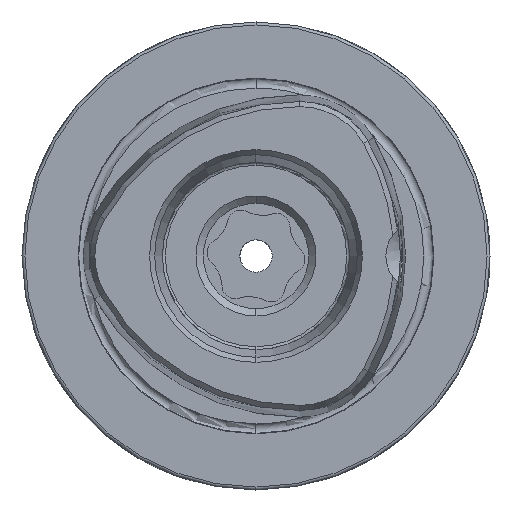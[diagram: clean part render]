
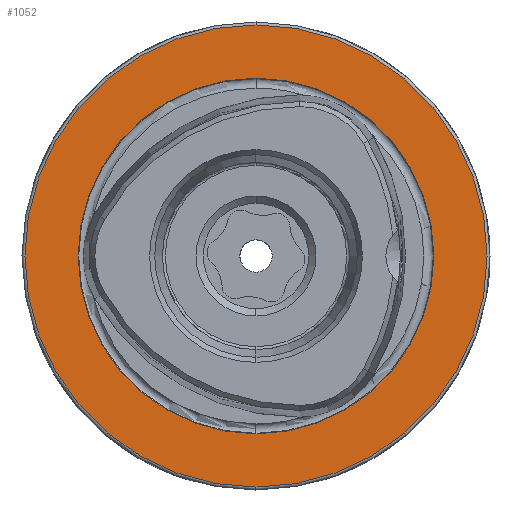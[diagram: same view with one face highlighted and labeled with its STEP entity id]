
A CAD part, left-side view. The second image highlights one B-rep face of the part: STEP entity #1052.
In plain terms, the highlighted planar face has unit normal (-1, 0, 0).
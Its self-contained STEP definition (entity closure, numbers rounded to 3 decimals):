
#167 = AXIS2_PLACEMENT_3D ( 'NONE', #4864, #4172, #7732 ) ;
#182 = ORIENTED_EDGE ( 'NONE', *, *, #3678, .F. ) ;
#234 = CARTESIAN_POINT ( 'NONE',  ( 0., 0., 0. ) ) ;
#361 = ORIENTED_EDGE ( 'NONE', *, *, #455, .T. ) ;
#439 = VERTEX_POINT ( 'NONE', #2322 ) ;
#455 = EDGE_CURVE ( 'NONE', #6374, #6653, #3751, .T. ) ;
#1020 = FACE_BOUND ( 'NONE', #2062, .T. ) ;
#1052 = ADVANCED_FACE ( 'NONE', ( #1020, #4642 ), #5881, .F. ) ;
#1132 = DIRECTION ( 'NONE',  ( -1., 0., 0. ) ) ;
#1463 = ORIENTED_EDGE ( 'NONE', *, *, #4196, .T. ) ;
#1713 = CARTESIAN_POINT ( 'NONE',  ( 0., 0., 0. ) ) ;
#1967 = DIRECTION ( 'NONE',  ( -1., 0., 0. ) ) ;
#2062 = EDGE_LOOP ( 'NONE', ( #182, #2955 ) ) ;
#2322 = CARTESIAN_POINT ( 'NONE',  ( 0., 0., 30.4 ) ) ;
#2546 = DIRECTION ( 'NONE',  ( 0., 0., 1. ) ) ;
#2955 = ORIENTED_EDGE ( 'NONE', *, *, #5379, .F. ) ;
#3070 = CIRCLE ( 'NONE', #4601, 30.4 ) ;
#3678 = EDGE_CURVE ( 'NONE', #439, #7193, #4995, .T. ) ;
#3748 = CARTESIAN_POINT ( 'NONE',  ( 0., 0., 39.5 ) ) ;
#3751 = CIRCLE ( 'NONE', #7807, 39.5 ) ;
#4172 = DIRECTION ( 'NONE',  ( -1., 0., 0. ) ) ;
#4196 = EDGE_CURVE ( 'NONE', #6653, #6374, #7504, .T. ) ;
#4422 = DIRECTION ( 'NONE',  ( -1., 0., 0. ) ) ;
#4514 = DIRECTION ( 'NONE',  ( 0., 0., -1. ) ) ;
#4516 = CARTESIAN_POINT ( 'NONE',  ( 0., 0., -39.5 ) ) ;
#4601 = AXIS2_PLACEMENT_3D ( 'NONE', #5559, #1967, #2546 ) ;
#4642 = FACE_OUTER_BOUND ( 'NONE', #5901, .T. ) ;
#4864 = CARTESIAN_POINT ( 'NONE',  ( 0., 0., 0. ) ) ;
#4995 = CIRCLE ( 'NONE', #6015, 30.4 ) ;
#5329 = DIRECTION ( 'NONE',  ( 1., 0., 0. ) ) ;
#5379 = EDGE_CURVE ( 'NONE', #7193, #439, #3070, .T. ) ;
#5559 = CARTESIAN_POINT ( 'NONE',  ( 0., 0., 0. ) ) ;
#5881 = PLANE ( 'NONE',  #7740 ) ;
#5901 = EDGE_LOOP ( 'NONE', ( #1463, #361 ) ) ;
#5978 = DIRECTION ( 'NONE',  ( 0., 0., 1. ) ) ;
#6015 = AXIS2_PLACEMENT_3D ( 'NONE', #234, #4422, #7477 ) ;
#6374 = VERTEX_POINT ( 'NONE', #4516 ) ;
#6446 = CARTESIAN_POINT ( 'NONE',  ( 0., 30.4, 0. ) ) ;
#6653 = VERTEX_POINT ( 'NONE', #3748 ) ;
#7193 = VERTEX_POINT ( 'NONE', #7362 ) ;
#7362 = CARTESIAN_POINT ( 'NONE',  ( 0., 0., -30.4 ) ) ;
#7477 = DIRECTION ( 'NONE',  ( 0., 0., 1. ) ) ;
#7504 = CIRCLE ( 'NONE', #167, 39.5 ) ;
#7732 = DIRECTION ( 'NONE',  ( 0., 0., 1. ) ) ;
#7740 = AXIS2_PLACEMENT_3D ( 'NONE', #6446, #5329, #4514 ) ;
#7807 = AXIS2_PLACEMENT_3D ( 'NONE', #1713, #1132, #5978 ) ;
